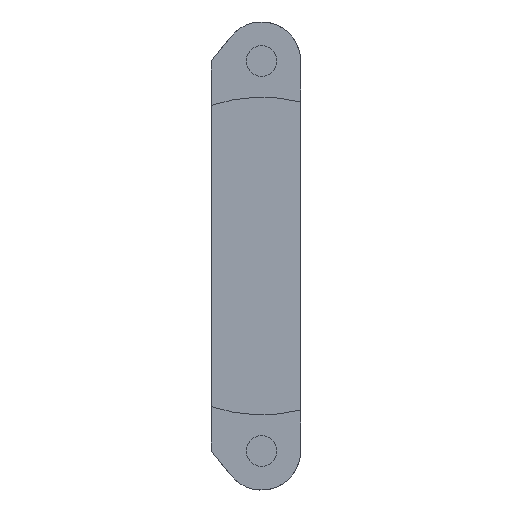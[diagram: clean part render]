
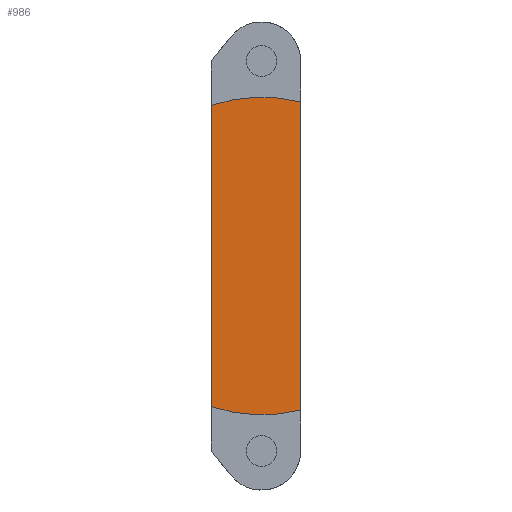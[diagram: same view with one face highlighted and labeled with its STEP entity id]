
A CAD part, left-side view. The second image highlights one B-rep face of the part: STEP entity #986.
In plain terms, the highlighted planar face has unit normal (-1, 0, 0).
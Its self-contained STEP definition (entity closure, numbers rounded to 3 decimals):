
#76 = PLANE('',#77);
#77 = AXIS2_PLACEMENT_3D('',#78,#79,#80);
#78 = CARTESIAN_POINT('',(-10.,-3.5,-13.813));
#79 = DIRECTION('',(0.,1.,0.));
#80 = DIRECTION('',(0.,0.,1.));
#134 = PLANE('',#135);
#135 = AXIS2_PLACEMENT_3D('',#136,#137,#138);
#136 = CARTESIAN_POINT('',(-10.,4.5,-13.521));
#137 = DIRECTION('',(0.,1.,0.));
#138 = DIRECTION('',(0.,0.,1.));
#228 = EDGE_CURVE('',#229,#231,#233,.T.);
#229 = VERTEX_POINT('',#230);
#230 = CARTESIAN_POINT('',(-10.,4.5,-13.521));
#231 = VERTEX_POINT('',#232);
#232 = CARTESIAN_POINT('',(-10.,4.5,13.521));
#233 = SURFACE_CURVE('',#234,(#238,#245),.PCURVE_S1.);
#234 = LINE('',#235,#236);
#235 = CARTESIAN_POINT('',(-10.,4.5,8.75));
#236 = VECTOR('',#237,1.);
#237 = DIRECTION('',(0.,0.,1.));
#238 = PCURVE('',#134,#239);
#239 = DEFINITIONAL_REPRESENTATION('',(#240),#244);
#240 = LINE('',#241,#242);
#241 = CARTESIAN_POINT('',(22.271,0.));
#242 = VECTOR('',#243,1.);
#243 = DIRECTION('',(1.,0.));
#244 = ( GEOMETRIC_REPRESENTATION_CONTEXT(2) 
PARAMETRIC_REPRESENTATION_CONTEXT() REPRESENTATION_CONTEXT('2D SPACE',''
  ) );
#245 = PCURVE('',#246,#251);
#246 = PLANE('',#247);
#247 = AXIS2_PLACEMENT_3D('',#248,#249,#250);
#248 = CARTESIAN_POINT('',(-10.,14.25,0.));
#249 = DIRECTION('',(1.,0.,0.));
#250 = DIRECTION('',(0.,1.,0.));
#251 = DEFINITIONAL_REPRESENTATION('',(#252),#256);
#252 = LINE('',#253,#254);
#253 = CARTESIAN_POINT('',(-9.75,8.75));
#254 = VECTOR('',#255,1.);
#255 = DIRECTION('',(0.,1.));
#256 = ( GEOMETRIC_REPRESENTATION_CONTEXT(2) 
PARAMETRIC_REPRESENTATION_CONTEXT() REPRESENTATION_CONTEXT('2D SPACE',''
  ) );
#274 = CYLINDRICAL_SURFACE('',#275,14.25);
#275 = AXIS2_PLACEMENT_3D('',#276,#277,#278);
#276 = CARTESIAN_POINT('',(-28.5,0.,0.)
  );
#277 = DIRECTION('',(-1.,0.,0.));
#278 = DIRECTION('',(0.,1.,0.));
#485 = CYLINDRICAL_SURFACE('',#486,14.25);
#486 = AXIS2_PLACEMENT_3D('',#487,#488,#489);
#487 = CARTESIAN_POINT('',(-28.5,0.,0.)
  );
#488 = DIRECTION('',(-1.,0.,0.));
#489 = DIRECTION('',(0.,1.,0.));
#588 = EDGE_CURVE('',#589,#591,#593,.T.);
#589 = VERTEX_POINT('',#590);
#590 = CARTESIAN_POINT('',(-10.,-3.5,-13.813));
#591 = VERTEX_POINT('',#592);
#592 = CARTESIAN_POINT('',(-10.,-3.5,13.813));
#593 = SURFACE_CURVE('',#594,(#598,#605),.PCURVE_S1.);
#594 = LINE('',#595,#596);
#595 = CARTESIAN_POINT('',(-10.,-3.5,8.75));
#596 = VECTOR('',#597,1.);
#597 = DIRECTION('',(0.,0.,1.));
#598 = PCURVE('',#76,#599);
#599 = DEFINITIONAL_REPRESENTATION('',(#600),#604);
#600 = LINE('',#601,#602);
#601 = CARTESIAN_POINT('',(22.563,0.));
#602 = VECTOR('',#603,1.);
#603 = DIRECTION('',(1.,0.));
#604 = ( GEOMETRIC_REPRESENTATION_CONTEXT(2) 
PARAMETRIC_REPRESENTATION_CONTEXT() REPRESENTATION_CONTEXT('2D SPACE',''
  ) );
#605 = PCURVE('',#246,#606);
#606 = DEFINITIONAL_REPRESENTATION('',(#607),#611);
#607 = LINE('',#608,#609);
#608 = CARTESIAN_POINT('',(-17.75,8.75));
#609 = VECTOR('',#610,1.);
#610 = DIRECTION('',(0.,1.));
#611 = ( GEOMETRIC_REPRESENTATION_CONTEXT(2) 
PARAMETRIC_REPRESENTATION_CONTEXT() REPRESENTATION_CONTEXT('2D SPACE',''
  ) );
#986 = ADVANCED_FACE('',(#987),#246,.F.);
#987 = FACE_BOUND('',#988,.T.);
#988 = EDGE_LOOP('',(#989,#1011,#1012,#1034));
#989 = ORIENTED_EDGE('',*,*,#990,.F.);
#990 = EDGE_CURVE('',#589,#229,#991,.T.);
#991 = SURFACE_CURVE('',#992,(#997,#1004),.PCURVE_S1.);
#992 = CIRCLE('',#993,14.25);
#993 = AXIS2_PLACEMENT_3D('',#994,#995,#996);
#994 = CARTESIAN_POINT('',(-10.,0.,0.)
  );
#995 = DIRECTION('',(1.,0.,0.));
#996 = DIRECTION('',(0.,1.,0.));
#997 = PCURVE('',#246,#998);
#998 = DEFINITIONAL_REPRESENTATION('',(#999),#1003);
#999 = CIRCLE('',#1000,14.25);
#1000 = AXIS2_PLACEMENT_2D('',#1001,#1002);
#1001 = CARTESIAN_POINT('',(-14.25,0.));
#1002 = DIRECTION('',(1.,0.));
#1003 = ( GEOMETRIC_REPRESENTATION_CONTEXT(2) 
PARAMETRIC_REPRESENTATION_CONTEXT() REPRESENTATION_CONTEXT('2D SPACE',''
  ) );
#1004 = PCURVE('',#485,#1005);
#1005 = DEFINITIONAL_REPRESENTATION('',(#1006),#1010);
#1006 = LINE('',#1007,#1008);
#1007 = CARTESIAN_POINT('',(-0.,-18.5));
#1008 = VECTOR('',#1009,1.);
#1009 = DIRECTION('',(-1.,0.));
#1010 = ( GEOMETRIC_REPRESENTATION_CONTEXT(2) 
PARAMETRIC_REPRESENTATION_CONTEXT() REPRESENTATION_CONTEXT('2D SPACE',''
  ) );
#1011 = ORIENTED_EDGE('',*,*,#588,.T.);
#1012 = ORIENTED_EDGE('',*,*,#1013,.F.);
#1013 = EDGE_CURVE('',#231,#591,#1014,.T.);
#1014 = SURFACE_CURVE('',#1015,(#1020,#1027),.PCURVE_S1.);
#1015 = CIRCLE('',#1016,14.25);
#1016 = AXIS2_PLACEMENT_3D('',#1017,#1018,#1019);
#1017 = CARTESIAN_POINT('',(-10.,0.,0.)
  );
#1018 = DIRECTION('',(1.,0.,0.));
#1019 = DIRECTION('',(0.,1.,0.));
#1020 = PCURVE('',#246,#1021);
#1021 = DEFINITIONAL_REPRESENTATION('',(#1022),#1026);
#1022 = CIRCLE('',#1023,14.25);
#1023 = AXIS2_PLACEMENT_2D('',#1024,#1025);
#1024 = CARTESIAN_POINT('',(-14.25,0.));
#1025 = DIRECTION('',(1.,0.));
#1026 = ( GEOMETRIC_REPRESENTATION_CONTEXT(2) 
PARAMETRIC_REPRESENTATION_CONTEXT() REPRESENTATION_CONTEXT('2D SPACE',''
  ) );
#1027 = PCURVE('',#274,#1028);
#1028 = DEFINITIONAL_REPRESENTATION('',(#1029),#1033);
#1029 = LINE('',#1030,#1031);
#1030 = CARTESIAN_POINT('',(-0.,-18.5));
#1031 = VECTOR('',#1032,1.);
#1032 = DIRECTION('',(-1.,0.));
#1033 = ( GEOMETRIC_REPRESENTATION_CONTEXT(2) 
PARAMETRIC_REPRESENTATION_CONTEXT() REPRESENTATION_CONTEXT('2D SPACE',''
  ) );
#1034 = ORIENTED_EDGE('',*,*,#228,.F.);
